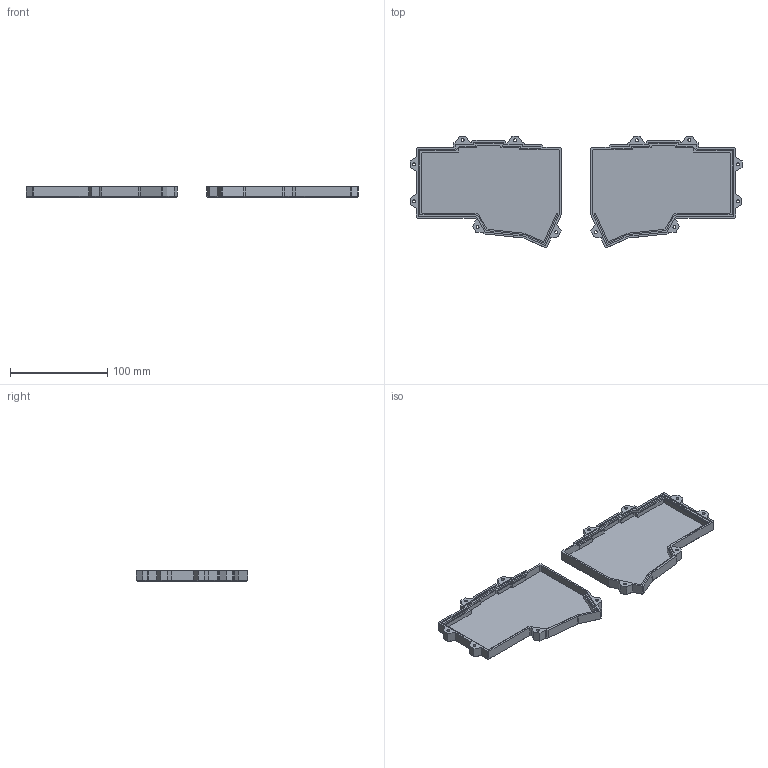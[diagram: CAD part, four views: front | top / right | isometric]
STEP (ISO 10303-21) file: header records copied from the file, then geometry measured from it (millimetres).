
FILE_DESCRIPTION(('HOOPS Exchange Step'),'2;1');
FILE_NAME('temp_export','2025-10-11T18:50:36+17:00',('ccox'),('Shapr3D Limited'),'HOOPS Exchange 2025.6','Shapr3D','Authorized');
FILE_SCHEMA( ('AP242_MANAGED_MODEL_BASED_3D_ENGINEERING_MIM_LF {1 0 10303 442 1 1 4}') );
Length unit declared in the file: millimetre
Products named in the file (2): Bottom; root
Assembly tree (1 placements, depth 2):
  root
    Bottom
Bounding box: 341.4 x 114.7 x 10.85 mm (x, y, z)
Volume: 111658.8 mm3; surface area: 73515.7 mm2
Topology: 2 solids, 2 shells, 578 faces, 1510 edges, 980 vertices
Faces by surface type: plane 554, cylinder 24
Full cylindrical faces by diameter (mm): 3 x12, 4.2 x12
Entity records: 17502 total; most frequent: CARTESIAN_POINT 3072, ORIENTED_EDGE 3020, DIRECTION 2746, EDGE_CURVE 1510, VECTOR 1438, LINE 1438, VERTEX_POINT 980, AXIS2_PLACEMENT_3D 654
